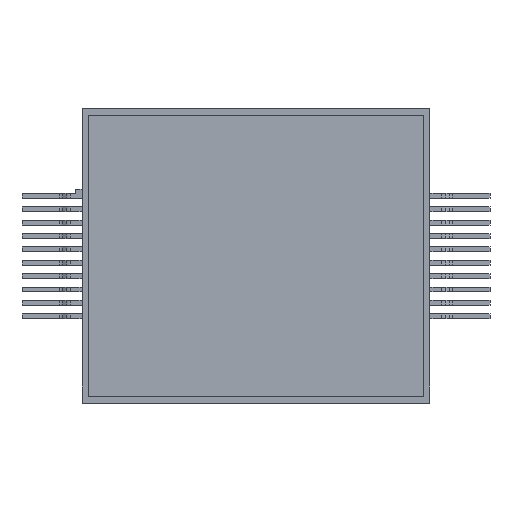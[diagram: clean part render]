
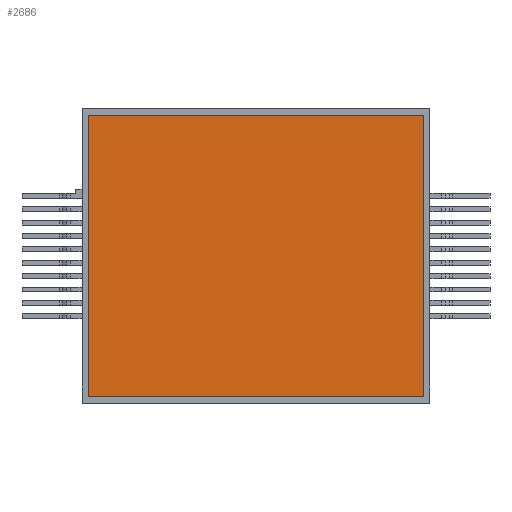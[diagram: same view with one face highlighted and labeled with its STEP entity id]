
A CAD part, top view. The second image highlights one B-rep face of the part: STEP entity #2686.
In plain terms, the highlighted planar face has unit normal (0, 0, 1).
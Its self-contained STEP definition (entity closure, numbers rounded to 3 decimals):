
#2686=ADVANCED_FACE('',(#4741),#4743,.T.);
#4741=FACE_BOUND('',#4742,.T.);
#4742=EDGE_LOOP('',(#6404,#6405,#6406,#6407));
#4743=PLANE('',#4744);
#4744=AXIS2_PLACEMENT_3D('',#4745,#4746,#4747);
#4745=CARTESIAN_POINT('',(0.,0.,7.12));
#4746=DIRECTION('',(0.,0.,1.));
#4747=DIRECTION('',(1.,0.,0.));
#6404=ORIENTED_EDGE('',*,*,#7059,.T.);
#6405=ORIENTED_EDGE('',*,*,#7065,.T.);
#6406=ORIENTED_EDGE('',*,*,#7063,.T.);
#6407=ORIENTED_EDGE('',*,*,#7061,.T.);
#7059=EDGE_CURVE('',#8426,#8424,#8427,.T.);
#7061=EDGE_CURVE('',#8429,#8426,#8430,.T.);
#7063=EDGE_CURVE('',#8432,#8429,#8433,.T.);
#7065=EDGE_CURVE('',#8424,#8432,#8435,.T.);
#8424=VERTEX_POINT('',#11254);
#8426=VERTEX_POINT('',#11258);
#8427=LINE('',#11259,#11260);
#8429=VERTEX_POINT('',#11265);
#8430=LINE('',#11266,#11267);
#8432=VERTEX_POINT('',#11272);
#8433=LINE('',#11273,#11274);
#8435=LINE('',#11279,#11280);
#11254=CARTESIAN_POINT('',(0.5,21.5,7.12));
#11258=CARTESIAN_POINT('',(25.5,21.5,7.12));
#11259=CARTESIAN_POINT('',(25.5,21.5,7.12));
#11260=VECTOR('',#11261,1.);
#11261=DIRECTION('',(-1.,0.,0.));
#11265=CARTESIAN_POINT('',(25.5,0.5,7.12));
#11266=CARTESIAN_POINT('',(25.5,0.5,7.12));
#11267=VECTOR('',#11268,1.);
#11268=DIRECTION('',(0.,1.,0.));
#11272=CARTESIAN_POINT('',(0.5,0.5,7.12));
#11273=CARTESIAN_POINT('',(0.5,0.5,7.12));
#11274=VECTOR('',#11275,1.);
#11275=DIRECTION('',(1.,0.,0.));
#11279=CARTESIAN_POINT('',(0.5,21.5,7.12));
#11280=VECTOR('',#11281,1.);
#11281=DIRECTION('',(0.,-1.,0.));
